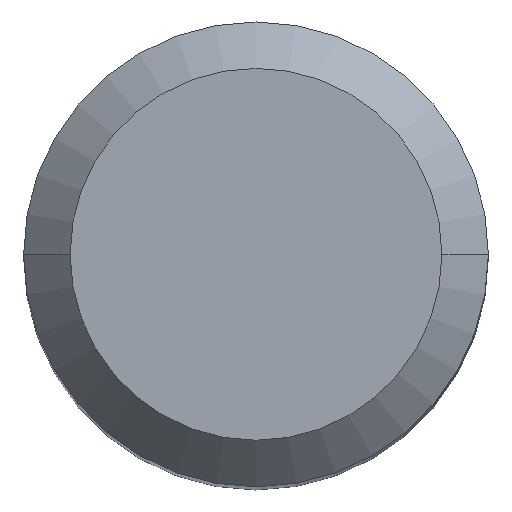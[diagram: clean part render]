
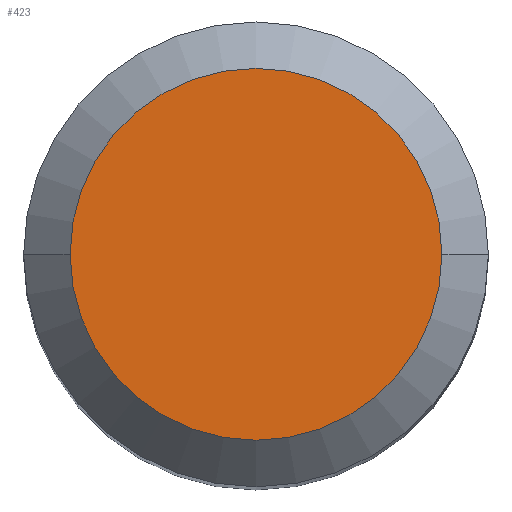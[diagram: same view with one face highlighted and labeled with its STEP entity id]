
A CAD part, top view. The second image highlights one B-rep face of the part: STEP entity #423.
In plain terms, the highlighted planar face has unit normal (0, 0, 1).
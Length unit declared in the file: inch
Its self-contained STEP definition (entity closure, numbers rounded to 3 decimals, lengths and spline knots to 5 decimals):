
#2 = DIRECTION ( 'NONE',  ( -1., 0., 0. ) ) ;
#9 = CARTESIAN_POINT ( 'NONE',  ( 0., 0., 0. ) ) ;
#33 = EDGE_CURVE ( 'NONE', #181, #252, #298, .T. ) ;
#77 = PLANE ( 'NONE',  #400 ) ;
#91 = ORIENTED_EDGE ( 'NONE', *, *, #309, .T. ) ;
#155 = DIRECTION ( 'NONE',  ( 1., 0., 0. ) ) ;
#181 = VERTEX_POINT ( 'NONE', #262 ) ;
#187 = ORIENTED_EDGE ( 'NONE', *, *, #33, .T. ) ;
#237 = DIRECTION ( 'NONE',  ( 0., 0., 1. ) ) ;
#242 = DIRECTION ( 'NONE',  ( 1., 0., 0. ) ) ;
#252 = VERTEX_POINT ( 'NONE', #410 ) ;
#262 = CARTESIAN_POINT ( 'NONE',  ( 0.15748, 0., 0. ) ) ;
#298 = CIRCLE ( 'NONE', #354, 0.15748 ) ;
#309 = EDGE_CURVE ( 'NONE', #252, #181, #327, .T. ) ;
#327 = CIRCLE ( 'NONE', #394, 0.15748 ) ;
#354 = AXIS2_PLACEMENT_3D ( 'NONE', #490, #237, #155 ) ;
#372 = CARTESIAN_POINT ( 'NONE',  ( 0., 0., 0. ) ) ;
#375 = DIRECTION ( 'NONE',  ( 0., 0., -1. ) ) ;
#391 = EDGE_LOOP ( 'NONE', ( #91, #187 ) ) ;
#394 = AXIS2_PLACEMENT_3D ( 'NONE', #9, #450, #242 ) ;
#400 = AXIS2_PLACEMENT_3D ( 'NONE', #372, #375, #2 ) ;
#410 = CARTESIAN_POINT ( 'NONE',  ( -0.15748, 0., 0. ) ) ;
#423 = ADVANCED_FACE ( 'NONE', ( #483 ), #77, .F. ) ;
#450 = DIRECTION ( 'NONE',  ( 0., 0., 1. ) ) ;
#483 = FACE_OUTER_BOUND ( 'NONE', #391, .T. ) ;
#490 = CARTESIAN_POINT ( 'NONE',  ( 0., 0., 0. ) ) ;
